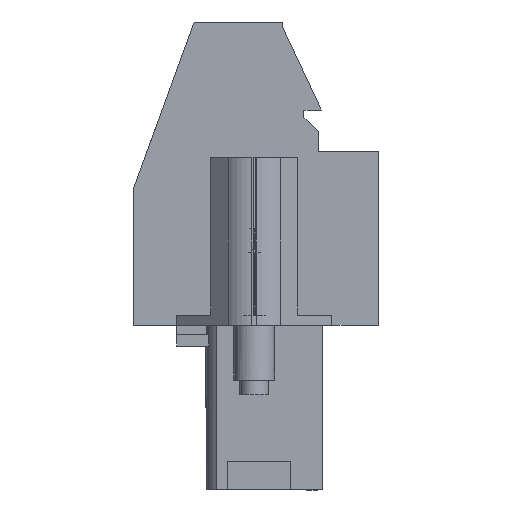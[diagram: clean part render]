
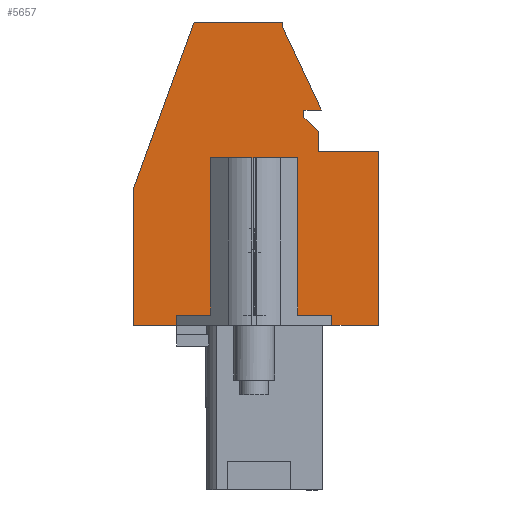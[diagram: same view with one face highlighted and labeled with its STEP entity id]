
A CAD part, left-side view. The second image highlights one B-rep face of the part: STEP entity #5657.
In plain terms, the highlighted planar face has unit normal (-1, 0, 0).
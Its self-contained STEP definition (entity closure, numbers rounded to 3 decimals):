
#2151=AXIS2_PLACEMENT_3D('Plane Axis2P3D',#2148,#2149,#2150) ;
#107=CARTESIAN_POINT('Line Origine',(3.47,1.125,7.95)) ;
#111=CARTESIAN_POINT('Vertex',(3.47,2.25,7.95)) ;
#113=CARTESIAN_POINT('Vertex',(3.47,0.,7.95)) ;
#162=CARTESIAN_POINT('Vertex',(3.47,9.75,7.95)) ;
#165=CARTESIAN_POINT('Line Origine',(3.47,10.79,7.95)) ;
#169=CARTESIAN_POINT('Vertex',(3.47,11.83,7.95)) ;
#2148=CARTESIAN_POINT('Axis2P3D Location',(3.47,12.132,0.)) ;
#5545=CARTESIAN_POINT('Line Origine',(3.47,0.,12.15)) ;
#5549=CARTESIAN_POINT('Vertex',(3.47,0.,16.35)) ;
#5552=CARTESIAN_POINT('Line Origine',(3.47,1.45,16.35)) ;
#5556=CARTESIAN_POINT('Vertex',(3.47,2.9,16.35)) ;
#5559=CARTESIAN_POINT('Line Origine',(3.47,2.9,16.825)) ;
#5563=CARTESIAN_POINT('Vertex',(3.47,2.9,17.3)) ;
#5566=CARTESIAN_POINT('Line Origine',(3.47,3.25,17.65)) ;
#5570=CARTESIAN_POINT('Vertex',(3.47,3.6,18.)) ;
#5573=CARTESIAN_POINT('Line Origine',(3.47,3.6,18.175)) ;
#5577=CARTESIAN_POINT('Vertex',(3.47,3.6,18.35)) ;
#5580=CARTESIAN_POINT('Line Origine',(3.47,3.18,18.35)) ;
#5584=CARTESIAN_POINT('Vertex',(3.47,2.76,18.35)) ;
#5587=CARTESIAN_POINT('Line Origine',(3.47,3.704,20.375)) ;
#5591=CARTESIAN_POINT('Vertex',(3.47,4.649,22.4)) ;
#5594=CARTESIAN_POINT('Line Origine',(3.47,4.649,22.5)) ;
#5598=CARTESIAN_POINT('Vertex',(3.47,4.649,22.6)) ;
#5601=CARTESIAN_POINT('Line Origine',(3.47,6.778,22.6)) ;
#5605=CARTESIAN_POINT('Vertex',(3.47,8.908,22.6)) ;
#5608=CARTESIAN_POINT('Line Origine',(3.47,10.369,18.586)) ;
#5612=CARTESIAN_POINT('Vertex',(3.47,11.83,14.572)) ;
#5615=CARTESIAN_POINT('Line Origine',(3.47,11.83,11.261)) ;
#5620=CARTESIAN_POINT('Line Origine',(3.47,9.75,8.2)) ;
#5624=CARTESIAN_POINT('Vertex',(3.47,9.75,8.45)) ;
#5627=CARTESIAN_POINT('Line Origine',(3.47,6.,8.45)) ;
#5631=CARTESIAN_POINT('Vertex',(3.47,2.25,8.45)) ;
#5634=CARTESIAN_POINT('Line Origine',(3.47,2.25,8.2)) ;
#108=DIRECTION('Vector Direction',(0.,1.,0.)) ;
#166=DIRECTION('Vector Direction',(0.,-1.,0.)) ;
#2149=DIRECTION('Axis2P3D Direction',(-1.,0.,0.)) ;
#2150=DIRECTION('Axis2P3D XDirection',(0.,-1.,0.)) ;
#5546=DIRECTION('Vector Direction',(0.,0.,1.)) ;
#5553=DIRECTION('Vector Direction',(0.,1.,0.)) ;
#5560=DIRECTION('Vector Direction',(0.,0.,1.)) ;
#5567=DIRECTION('Vector Direction',(0.,0.707,0.707)) ;
#5574=DIRECTION('Vector Direction',(0.,0.,1.)) ;
#5581=DIRECTION('Vector Direction',(0.,-1.,0.)) ;
#5588=DIRECTION('Vector Direction',(0.,0.423,0.906)) ;
#5595=DIRECTION('Vector Direction',(0.,0.,1.)) ;
#5602=DIRECTION('Vector Direction',(0.,1.,0.)) ;
#5609=DIRECTION('Vector Direction',(0.,0.342,-0.94)) ;
#5616=DIRECTION('Vector Direction',(0.,0.,1.)) ;
#5621=DIRECTION('Vector Direction',(0.,0.,1.)) ;
#5628=DIRECTION('Vector Direction',(0.,1.,0.)) ;
#5635=DIRECTION('Vector Direction',(0.,0.,1.)) ;
#109=VECTOR('Line Direction',#108,1.) ;
#167=VECTOR('Line Direction',#166,1.) ;
#5547=VECTOR('Line Direction',#5546,1.) ;
#5554=VECTOR('Line Direction',#5553,1.) ;
#5561=VECTOR('Line Direction',#5560,1.) ;
#5568=VECTOR('Line Direction',#5567,1.) ;
#5575=VECTOR('Line Direction',#5574,1.) ;
#5582=VECTOR('Line Direction',#5581,1.) ;
#5589=VECTOR('Line Direction',#5588,1.) ;
#5596=VECTOR('Line Direction',#5595,1.) ;
#5603=VECTOR('Line Direction',#5602,1.) ;
#5610=VECTOR('Line Direction',#5609,1.) ;
#5617=VECTOR('Line Direction',#5616,1.) ;
#5622=VECTOR('Line Direction',#5621,1.) ;
#5629=VECTOR('Line Direction',#5628,1.) ;
#5636=VECTOR('Line Direction',#5635,1.) ;
#5640=ORIENTED_EDGE('',*,*,#115,.T.) ;
#5641=ORIENTED_EDGE('',*,*,#5551,.T.) ;
#5642=ORIENTED_EDGE('',*,*,#5558,.T.) ;
#5643=ORIENTED_EDGE('',*,*,#5565,.T.) ;
#5644=ORIENTED_EDGE('',*,*,#5572,.T.) ;
#5645=ORIENTED_EDGE('',*,*,#5579,.T.) ;
#5646=ORIENTED_EDGE('',*,*,#5586,.T.) ;
#5647=ORIENTED_EDGE('',*,*,#5593,.T.) ;
#5648=ORIENTED_EDGE('',*,*,#5600,.T.) ;
#5649=ORIENTED_EDGE('',*,*,#5607,.T.) ;
#5650=ORIENTED_EDGE('',*,*,#5614,.T.) ;
#5651=ORIENTED_EDGE('',*,*,#5619,.T.) ;
#5652=ORIENTED_EDGE('',*,*,#171,.F.) ;
#5653=ORIENTED_EDGE('',*,*,#5626,.T.) ;
#5654=ORIENTED_EDGE('',*,*,#5633,.F.) ;
#5655=ORIENTED_EDGE('',*,*,#5638,.F.) ;
#5657=ADVANCED_FACE('HOUSING',(#5656),#2152,.T.) ;
#115=EDGE_CURVE('',#112,#114,#110,.F.) ;
#171=EDGE_CURVE('',#163,#170,#168,.F.) ;
#5551=EDGE_CURVE('',#114,#5550,#5548,.T.) ;
#5558=EDGE_CURVE('',#5550,#5557,#5555,.T.) ;
#5565=EDGE_CURVE('',#5557,#5564,#5562,.T.) ;
#5572=EDGE_CURVE('',#5564,#5571,#5569,.T.) ;
#5579=EDGE_CURVE('',#5571,#5578,#5576,.T.) ;
#5586=EDGE_CURVE('',#5578,#5585,#5583,.T.) ;
#5593=EDGE_CURVE('',#5585,#5592,#5590,.T.) ;
#5600=EDGE_CURVE('',#5592,#5599,#5597,.T.) ;
#5607=EDGE_CURVE('',#5599,#5606,#5604,.T.) ;
#5614=EDGE_CURVE('',#5606,#5613,#5611,.T.) ;
#5619=EDGE_CURVE('',#5613,#170,#5618,.F.) ;
#5626=EDGE_CURVE('',#163,#5625,#5623,.T.) ;
#5633=EDGE_CURVE('',#5632,#5625,#5630,.T.) ;
#5638=EDGE_CURVE('',#112,#5632,#5637,.T.) ;
#5639=EDGE_LOOP('',(#5640,#5641,#5642,#5643,#5644,#5645,#5646,#5647,#5648,#5649,#5650,#5651,#5652,#5653,#5654,#5655)) ;
#5656=FACE_OUTER_BOUND('',#5639,.T.) ;
#110=LINE('Line',#107,#109) ;
#168=LINE('Line',#165,#167) ;
#5548=LINE('Line',#5545,#5547) ;
#5555=LINE('Line',#5552,#5554) ;
#5562=LINE('Line',#5559,#5561) ;
#5569=LINE('Line',#5566,#5568) ;
#5576=LINE('Line',#5573,#5575) ;
#5583=LINE('Line',#5580,#5582) ;
#5590=LINE('Line',#5587,#5589) ;
#5597=LINE('Line',#5594,#5596) ;
#5604=LINE('Line',#5601,#5603) ;
#5611=LINE('Line',#5608,#5610) ;
#5618=LINE('Line',#5615,#5617) ;
#5623=LINE('Line',#5620,#5622) ;
#5630=LINE('Line',#5627,#5629) ;
#5637=LINE('Line',#5634,#5636) ;
#2152=PLANE('',#2151) ;
#112=VERTEX_POINT('',#111) ;
#114=VERTEX_POINT('',#113) ;
#163=VERTEX_POINT('',#162) ;
#170=VERTEX_POINT('',#169) ;
#5550=VERTEX_POINT('',#5549) ;
#5557=VERTEX_POINT('',#5556) ;
#5564=VERTEX_POINT('',#5563) ;
#5571=VERTEX_POINT('',#5570) ;
#5578=VERTEX_POINT('',#5577) ;
#5585=VERTEX_POINT('',#5584) ;
#5592=VERTEX_POINT('',#5591) ;
#5599=VERTEX_POINT('',#5598) ;
#5606=VERTEX_POINT('',#5605) ;
#5613=VERTEX_POINT('',#5612) ;
#5625=VERTEX_POINT('',#5624) ;
#5632=VERTEX_POINT('',#5631) ;
